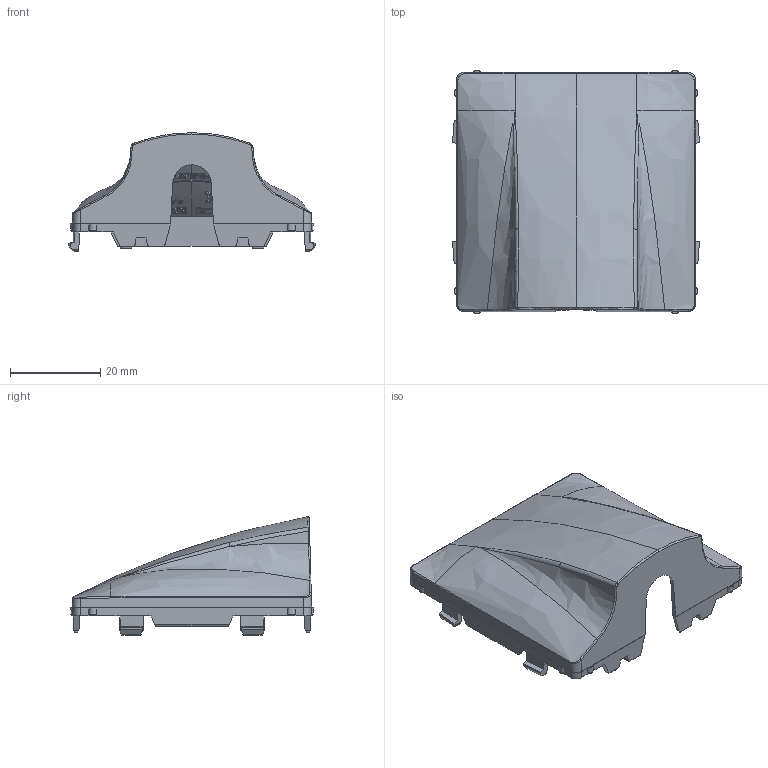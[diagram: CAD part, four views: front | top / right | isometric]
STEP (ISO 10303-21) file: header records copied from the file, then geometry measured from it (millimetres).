
FILE_DESCRIPTION(('CATIA V5 STEP Exchange','CAx-IF Rec.Pracs.--- Model Styling and Organization---1.4--- 2014-01-23'),'2;1');
FILE_NAME('754730_AllCATPart.stp','2020-02-18T10:55:51+00:00',('none'),('none'),'CATIA Version 5-6 Release 2017 SP3','CATIA V5 STEP AP214','none');
FILE_SCHEMA(('AUTOMOTIVE_DESIGN { 1 0 10303 214 1 1 1 1 }'));
Products named in the file (1): 754730_AllCATPart
Bounding box: 54.85 x 54 x 26.32 mm (x, y, z)
Volume: 6501.9 mm3; surface area: 9797.4 mm2
Topology: 1 solids, 1 shells, 2530 faces, 7428 edges, 4938 vertices
Faces by surface type: plane 2378, bspline 89, cylinder 39, cone 24
Entity records: 90329 total; most frequent: CARTESIAN_POINT 34287, ORIENTED_EDGE 14848, EDGE_CURVE 7424, DIRECTION 6805, B_SPLINE_CURVE_WITH_KNOTS 5295, VERTEX_POINT 4938, EDGE_LOOP 2572, ADVANCED_FACE 2530
